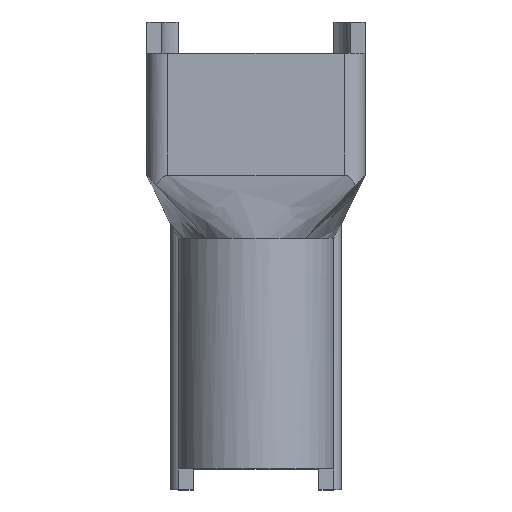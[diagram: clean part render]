
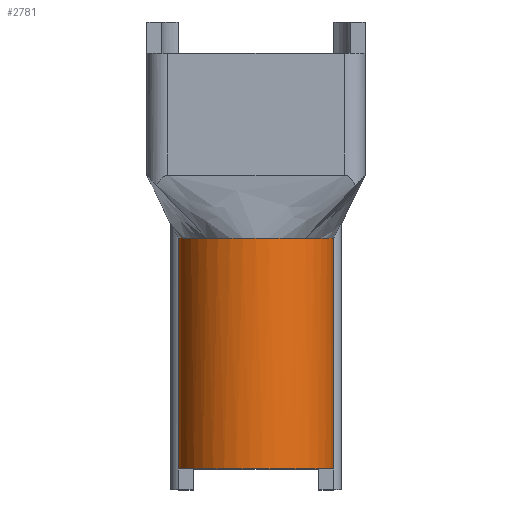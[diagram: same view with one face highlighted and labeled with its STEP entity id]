
A CAD part, top view. The second image highlights one B-rep face of the part: STEP entity #2781.
In plain terms, the highlighted cylindrical face has radius 3.75 mm (diameter 7.5 mm), a partial arc.
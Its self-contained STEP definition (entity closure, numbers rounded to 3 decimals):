
#102 = ORIENTED_EDGE ( 'NONE', *, *, #990, .T. ) ;
#127 = DIRECTION ( 'NONE',  ( 0., -1., 0. ) ) ;
#210 = CARTESIAN_POINT ( 'NONE',  ( 9.5, 17.4, 0. ) ) ;
#270 = DIRECTION ( 'NONE',  ( 0., -1., 0. ) ) ;
#334 = CARTESIAN_POINT ( 'NONE',  ( 13.202, 17.4, 0.6 ) ) ;
#513 = CARTESIAN_POINT ( 'NONE',  ( 9.5, 6.4, 0. ) ) ;
#658 = CYLINDRICAL_SURFACE ( 'NONE', #1183, 3.75 ) ;
#821 = DIRECTION ( 'NONE',  ( 0., -1., 0. ) ) ;
#990 = EDGE_CURVE ( 'NONE', #1030, #1001, #1398, .T. ) ;
#1001 = VERTEX_POINT ( 'NONE', #3147 ) ;
#1030 = VERTEX_POINT ( 'NONE', #2296 ) ;
#1059 = CIRCLE ( 'NONE', #3738, 3.75 ) ;
#1107 = EDGE_CURVE ( 'NONE', #3828, #1001, #3179, .T. ) ;
#1114 = AXIS2_PLACEMENT_3D ( 'NONE', #3070, #1252, #1872 ) ;
#1183 = AXIS2_PLACEMENT_3D ( 'NONE', #2050, #270, #1763 ) ;
#1203 = EDGE_CURVE ( 'NONE', #1222, #1734, #3114, .T. ) ;
#1222 = VERTEX_POINT ( 'NONE', #3378 ) ;
#1237 = VECTOR ( 'NONE', #1713, 1000. ) ;
#1252 = DIRECTION ( 'NONE',  ( 0., -1., 0. ) ) ;
#1351 = EDGE_CURVE ( 'NONE', #1938, #3828, #3048, .T. ) ;
#1398 = LINE ( 'NONE', #1980, #1237 ) ;
#1565 = ORIENTED_EDGE ( 'NONE', *, *, #1107, .F. ) ;
#1646 = ORIENTED_EDGE ( 'NONE', *, *, #3044, .T. ) ;
#1713 = DIRECTION ( 'NONE',  ( 0., -1., 0. ) ) ;
#1734 = VERTEX_POINT ( 'NONE', #2324 ) ;
#1740 = AXIS2_PLACEMENT_3D ( 'NONE', #513, #821, #3808 ) ;
#1763 = DIRECTION ( 'NONE',  ( 0., 0., -1. ) ) ;
#1872 = DIRECTION ( 'NONE',  ( 0., 0., -1. ) ) ;
#1890 = CARTESIAN_POINT ( 'NONE',  ( 13.202, 27.702, 0.6 ) ) ;
#1926 = CIRCLE ( 'NONE', #3248, 3.75 ) ;
#1937 = DIRECTION ( 'NONE',  ( 0., -1., 0. ) ) ;
#1938 = VERTEX_POINT ( 'NONE', #334 ) ;
#1980 = CARTESIAN_POINT ( 'NONE',  ( 5.798, 27.702, 0.6 ) ) ;
#2050 = CARTESIAN_POINT ( 'NONE',  ( 9.5, 20.4, 0. ) ) ;
#2272 = DIRECTION ( 'NONE',  ( 0., -1., 0. ) ) ;
#2291 = DIRECTION ( 'NONE',  ( 0., 0., -1. ) ) ;
#2296 = CARTESIAN_POINT ( 'NONE',  ( 5.798, 17.4, 0.6 ) ) ;
#2324 = CARTESIAN_POINT ( 'NONE',  ( 7.149, 17.4, 2.921 ) ) ;
#2461 = ORIENTED_EDGE ( 'NONE', *, *, #2901, .T. ) ;
#2686 = CARTESIAN_POINT ( 'NONE',  ( 13.202, 6.4, 0.6 ) ) ;
#2694 = ORIENTED_EDGE ( 'NONE', *, *, #1351, .F. ) ;
#2781 = ADVANCED_FACE ( 'NONE', ( #3323 ), #658, .T. ) ;
#2800 = VECTOR ( 'NONE', #127, 1000. ) ;
#2901 = EDGE_CURVE ( 'NONE', #1938, #1222, #1059, .T. ) ;
#2906 = EDGE_LOOP ( 'NONE', ( #2694, #2461, #3823, #1646, #102, #1565 ) ) ;
#3044 = EDGE_CURVE ( 'NONE', #1734, #1030, #1926, .T. ) ;
#3048 = LINE ( 'NONE', #1890, #2800 ) ;
#3070 = CARTESIAN_POINT ( 'NONE',  ( 9.5, 17.4, 0. ) ) ;
#3114 = CIRCLE ( 'NONE', #1114, 3.75 ) ;
#3147 = CARTESIAN_POINT ( 'NONE',  ( 5.798, 6.4, 0.6 ) ) ;
#3179 = CIRCLE ( 'NONE', #1740, 3.75 ) ;
#3180 = CARTESIAN_POINT ( 'NONE',  ( 9.5, 17.4, 0. ) ) ;
#3197 = DIRECTION ( 'NONE',  ( 0., 0., -1. ) ) ;
#3248 = AXIS2_PLACEMENT_3D ( 'NONE', #210, #1937, #2291 ) ;
#3323 = FACE_OUTER_BOUND ( 'NONE', #2906, .T. ) ;
#3378 = CARTESIAN_POINT ( 'NONE',  ( 11.851, 17.4, 2.921 ) ) ;
#3738 = AXIS2_PLACEMENT_3D ( 'NONE', #3180, #2272, #3197 ) ;
#3808 = DIRECTION ( 'NONE',  ( 0., 0., -1. ) ) ;
#3823 = ORIENTED_EDGE ( 'NONE', *, *, #1203, .T. ) ;
#3828 = VERTEX_POINT ( 'NONE', #2686 ) ;
